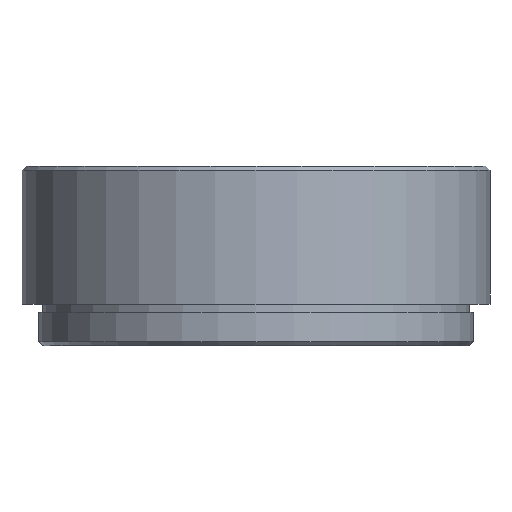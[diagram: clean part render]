
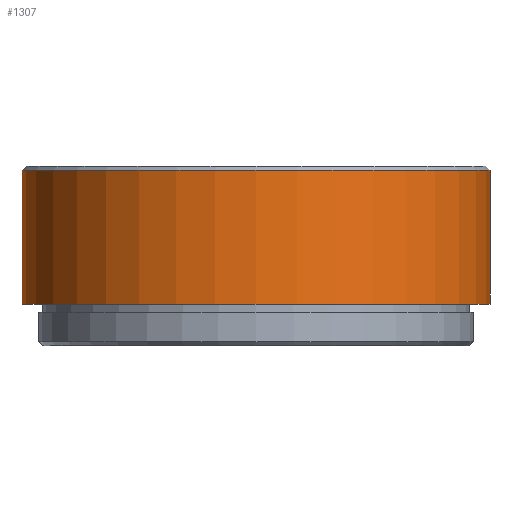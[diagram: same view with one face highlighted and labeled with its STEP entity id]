
A CAD part, front view. The second image highlights one B-rep face of the part: STEP entity #1307.
In plain terms, the highlighted cylindrical face has radius 28 mm (diameter 56 mm), a partial arc.
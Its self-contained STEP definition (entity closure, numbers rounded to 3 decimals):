
#76 = DIRECTION ( 'NONE',  ( -1., 0., 0. ) ) ;
#118 = EDGE_CURVE ( 'NONE', #1249, #471, #733, .T. ) ;
#120 = CARTESIAN_POINT ( 'NONE',  ( 28., 0., 21.5 ) ) ;
#155 = CARTESIAN_POINT ( 'NONE',  ( 0., 0., 5. ) ) ;
#167 = CIRCLE ( 'NONE', #474, 28. ) ;
#243 = EDGE_CURVE ( 'NONE', #544, #1249, #1337, .T. ) ;
#257 = EDGE_CURVE ( 'NONE', #544, #268, #167, .T. ) ;
#268 = VERTEX_POINT ( 'NONE', #1166 ) ;
#284 = EDGE_LOOP ( 'NONE', ( #716, #529, #1044, #1135 ) ) ;
#327 = AXIS2_PLACEMENT_3D ( 'NONE', #155, #813, #696 ) ;
#443 = CARTESIAN_POINT ( 'NONE',  ( -28., 0., 5. ) ) ;
#471 = VERTEX_POINT ( 'NONE', #443 ) ;
#474 = AXIS2_PLACEMENT_3D ( 'NONE', #628, #769, #904 ) ;
#529 = ORIENTED_EDGE ( 'NONE', *, *, #257, .T. ) ;
#544 = VERTEX_POINT ( 'NONE', #1268 ) ;
#628 = CARTESIAN_POINT ( 'NONE',  ( 0., 0., 21. ) ) ;
#644 = VECTOR ( 'NONE', #1209, 1000. ) ;
#686 = CARTESIAN_POINT ( 'NONE',  ( 28., 0., 5. ) ) ;
#696 = DIRECTION ( 'NONE',  ( -1., 0., 0. ) ) ;
#716 = ORIENTED_EDGE ( 'NONE', *, *, #243, .F. ) ;
#733 = CIRCLE ( 'NONE', #327, 28. ) ;
#752 = FACE_OUTER_BOUND ( 'NONE', #284, .T. ) ;
#769 = DIRECTION ( 'NONE',  ( 0., 0., -1. ) ) ;
#770 = AXIS2_PLACEMENT_3D ( 'NONE', #862, #1009, #76 ) ;
#813 = DIRECTION ( 'NONE',  ( 0., 0., -1. ) ) ;
#862 = CARTESIAN_POINT ( 'NONE',  ( 0., 0., 21.5 ) ) ;
#904 = DIRECTION ( 'NONE',  ( 1., 0., 0. ) ) ;
#1009 = DIRECTION ( 'NONE',  ( 0., 0., -1. ) ) ;
#1023 = CYLINDRICAL_SURFACE ( 'NONE', #770, 28. ) ;
#1044 = ORIENTED_EDGE ( 'NONE', *, *, #1696, .T. ) ;
#1135 = ORIENTED_EDGE ( 'NONE', *, *, #118, .F. ) ;
#1166 = CARTESIAN_POINT ( 'NONE',  ( -28., 0., 21. ) ) ;
#1209 = DIRECTION ( 'NONE',  ( 0., 0., -1. ) ) ;
#1249 = VERTEX_POINT ( 'NONE', #686 ) ;
#1268 = CARTESIAN_POINT ( 'NONE',  ( 28., 0., 21. ) ) ;
#1307 = ADVANCED_FACE ( 'NONE', ( #752 ), #1023, .T. ) ;
#1337 = LINE ( 'NONE', #120, #1395 ) ;
#1367 = CARTESIAN_POINT ( 'NONE',  ( -28., 0., 21.5 ) ) ;
#1395 = VECTOR ( 'NONE', #1450, 1000. ) ;
#1450 = DIRECTION ( 'NONE',  ( 0., 0., -1. ) ) ;
#1497 = LINE ( 'NONE', #1367, #644 ) ;
#1696 = EDGE_CURVE ( 'NONE', #268, #471, #1497, .T. ) ;
